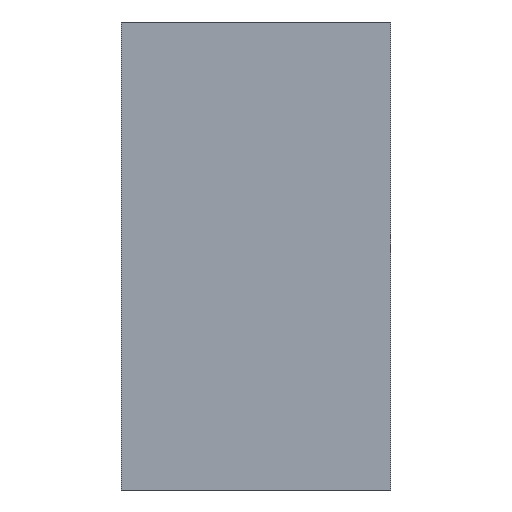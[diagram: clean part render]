
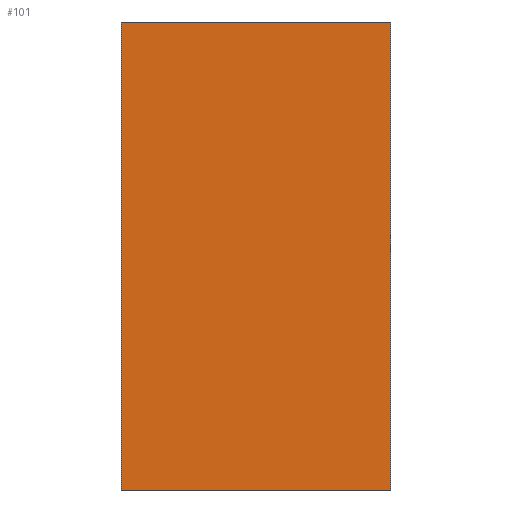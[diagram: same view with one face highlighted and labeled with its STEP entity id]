
A CAD part, left-side view. The second image highlights one B-rep face of the part: STEP entity #101.
In plain terms, the highlighted planar face has unit normal (-1, 0, 0).
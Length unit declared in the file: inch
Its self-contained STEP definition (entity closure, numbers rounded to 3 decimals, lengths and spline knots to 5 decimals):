
#101=ADVANCED_FACE('',(#117),#109,.T.);
#109=PLANE('',#236);
#117=FACE_OUTER_BOUND('',#125,.T.);
#125=EDGE_LOOP('',(#152,#153,#154,#155));
#152=ORIENTED_EDGE('',*,*,#192,.F.);
#153=ORIENTED_EDGE('',*,*,#184,.F.);
#154=ORIENTED_EDGE('',*,*,#191,.T.);
#155=ORIENTED_EDGE('',*,*,#179,.T.);
#167=VERTEX_POINT('',#282);
#168=VERTEX_POINT('',#284);
#172=VERTEX_POINT('',#293);
#173=VERTEX_POINT('',#295);
#179=EDGE_CURVE('',#168,#167,#197,.T.);
#184=EDGE_CURVE('',#172,#173,#202,.T.);
#191=EDGE_CURVE('',#172,#168,#209,.T.);
#192=EDGE_CURVE('',#173,#167,#210,.T.);
#197=LINE('',#283,#215);
#202=LINE('',#294,#220);
#209=LINE('',#306,#227);
#210=LINE('',#308,#228);
#215=VECTOR('',#244,1.);
#220=VECTOR('',#251,1.);
#227=VECTOR('',#262,1.);
#228=VECTOR('',#265,1.);
#236=AXIS2_PLACEMENT_3D('',#310,#268,#269);
#244=DIRECTION('',(0.,0.,1.));
#251=DIRECTION('',(0.,0.,1.));
#262=DIRECTION('',(0.,-1.,0.));
#265=DIRECTION('',(0.,-1.,0.));
#268=DIRECTION('',(-1.,0.,0.));
#269=DIRECTION('',(0.,-1.,0.));
#282=CARTESIAN_POINT('',(0.,0.125,36.));
#283=CARTESIAN_POINT('',(0.,0.125,0.));
#284=CARTESIAN_POINT('',(0.,0.125,0.));
#293=CARTESIAN_POINT('',(0.,20.875,0.));
#294=CARTESIAN_POINT('',(0.,20.875,0.));
#295=CARTESIAN_POINT('',(0.,20.875,36.));
#306=CARTESIAN_POINT('',(0.,21.,0.));
#308=CARTESIAN_POINT('',(0.,21.,36.));
#310=CARTESIAN_POINT('',(0.,21.,0.));
